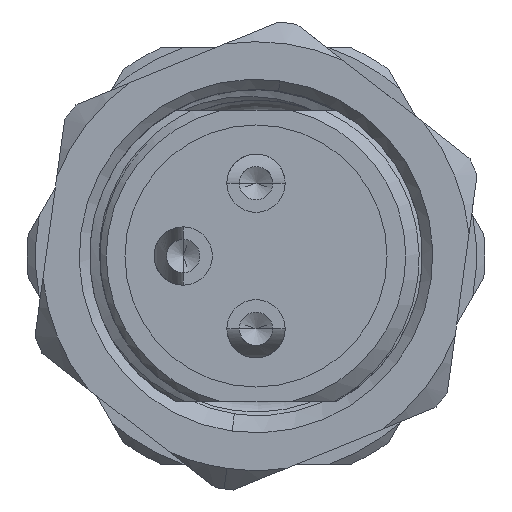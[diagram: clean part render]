
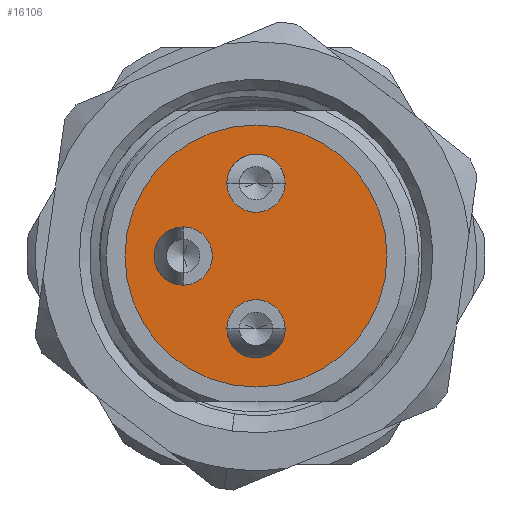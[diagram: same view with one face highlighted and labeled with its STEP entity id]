
A CAD part, left-side view. The second image highlights one B-rep face of the part: STEP entity #16106.
In plain terms, the highlighted planar face has unit normal (-1, 0, 0).
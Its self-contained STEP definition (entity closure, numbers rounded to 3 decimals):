
#164 = ORIENTED_EDGE ( 'NONE', *, *, #16464, .F. ) ;
#246 = DIRECTION ( 'NONE',  ( 0., 0., 1. ) ) ;
#1021 = AXIS2_PLACEMENT_3D ( 'NONE', #26540, #28571, #246 ) ;
#1686 = DIRECTION ( 'NONE',  ( -1., 0., 0. ) ) ;
#1779 = EDGE_CURVE ( 'NONE', #27901, #22195, #16841, .T. ) ;
#2095 = CIRCLE ( 'NONE', #7610, 0.7 ) ;
#2562 = VERTEX_POINT ( 'NONE', #21819 ) ;
#3638 = CARTESIAN_POINT ( 'NONE',  ( -11.3, 1.75, 0. ) ) ;
#4141 = AXIS2_PLACEMENT_3D ( 'NONE', #28197, #28834, #18807 ) ;
#5123 = CARTESIAN_POINT ( 'NONE',  ( -11.3, 0., 1.05 ) ) ;
#5329 = ORIENTED_EDGE ( 'NONE', *, *, #30076, .F. ) ;
#5529 = AXIS2_PLACEMENT_3D ( 'NONE', #3638, #11289, #30214 ) ;
#5622 = CARTESIAN_POINT ( 'NONE',  ( -11.3, 0., 1.75 ) ) ;
#6017 = FACE_BOUND ( 'NONE', #29266, .T. ) ;
#6071 = AXIS2_PLACEMENT_3D ( 'NONE', #29791, #10711, #20850 ) ;
#6606 = CIRCLE ( 'NONE', #8582, 0.7 ) ;
#6609 = ORIENTED_EDGE ( 'NONE', *, *, #21847, .T. ) ;
#6702 = VERTEX_POINT ( 'NONE', #8363 ) ;
#7519 = DIRECTION ( 'NONE',  ( -1., 0., 0. ) ) ;
#7610 = AXIS2_PLACEMENT_3D ( 'NONE', #15256, #24784, #8207 ) ;
#7629 = ORIENTED_EDGE ( 'NONE', *, *, #17052, .F. ) ;
#8207 = DIRECTION ( 'NONE',  ( 0., 0., 1. ) ) ;
#8363 = CARTESIAN_POINT ( 'NONE',  ( -11.3, 0., -1.05 ) ) ;
#8582 = AXIS2_PLACEMENT_3D ( 'NONE', #28960, #7519, #24246 ) ;
#10399 = FACE_BOUND ( 'NONE', #20193, .T. ) ;
#10711 = DIRECTION ( 'NONE',  ( -1., 0., 0. ) ) ;
#10712 = FACE_BOUND ( 'NONE', #24815, .T. ) ;
#10865 = ORIENTED_EDGE ( 'NONE', *, *, #29272, .F. ) ;
#11229 = DIRECTION ( 'NONE',  ( 0., 0., 1. ) ) ;
#11289 = DIRECTION ( 'NONE',  ( -1., 0., 0. ) ) ;
#12752 = DIRECTION ( 'NONE',  ( 0., 0., -1. ) ) ;
#13564 = CARTESIAN_POINT ( 'NONE',  ( -11.3, 0., 0. ) ) ;
#13616 = EDGE_CURVE ( 'NONE', #2562, #17637, #27974, .T. ) ;
#13626 = CIRCLE ( 'NONE', #4141, 3.15 ) ;
#14497 = AXIS2_PLACEMENT_3D ( 'NONE', #13564, #1686, #11229 ) ;
#14604 = AXIS2_PLACEMENT_3D ( 'NONE', #18049, #17442, #12752 ) ;
#15015 = VERTEX_POINT ( 'NONE', #21354 ) ;
#15098 = FACE_OUTER_BOUND ( 'NONE', #26013, .T. ) ;
#15256 = CARTESIAN_POINT ( 'NONE',  ( -11.3, 1.75, 0. ) ) ;
#15703 = PLANE ( 'NONE',  #14604 ) ;
#16106 = ADVANCED_FACE ( 'NONE', ( #10712, #10399, #6017, #15098 ), #15703, .F. ) ;
#16308 = ORIENTED_EDGE ( 'NONE', *, *, #1779, .F. ) ;
#16464 = EDGE_CURVE ( 'NONE', #21656, #16633, #2095, .T. ) ;
#16633 = VERTEX_POINT ( 'NONE', #18205 ) ;
#16841 = CIRCLE ( 'NONE', #29352, 0.7 ) ;
#17052 = EDGE_CURVE ( 'NONE', #22195, #27901, #6606, .T. ) ;
#17442 = DIRECTION ( 'NONE',  ( 1., 0., 0. ) ) ;
#17637 = VERTEX_POINT ( 'NONE', #23590 ) ;
#17956 = DIRECTION ( 'NONE',  ( 0., 0., 1. ) ) ;
#18049 = CARTESIAN_POINT ( 'NONE',  ( -11.3, 3.15, 0. ) ) ;
#18205 = CARTESIAN_POINT ( 'NONE',  ( -11.3, 1.75, -0.7 ) ) ;
#18807 = DIRECTION ( 'NONE',  ( 0., 0., 1. ) ) ;
#19601 = ORIENTED_EDGE ( 'NONE', *, *, #26804, .F. ) ;
#20067 = CIRCLE ( 'NONE', #6071, 0.7 ) ;
#20193 = EDGE_LOOP ( 'NONE', ( #10865, #19601 ) ) ;
#20301 = DIRECTION ( 'NONE',  ( -1., 0., 0. ) ) ;
#20495 = CIRCLE ( 'NONE', #1021, 0.7 ) ;
#20850 = DIRECTION ( 'NONE',  ( 0., 0., 1. ) ) ;
#21354 = CARTESIAN_POINT ( 'NONE',  ( -11.3, 0., -2.45 ) ) ;
#21656 = VERTEX_POINT ( 'NONE', #23184 ) ;
#21819 = CARTESIAN_POINT ( 'NONE',  ( -11.3, 0., -3.15 ) ) ;
#21847 = EDGE_CURVE ( 'NONE', #17637, #2562, #13626, .T. ) ;
#22195 = VERTEX_POINT ( 'NONE', #26049 ) ;
#23184 = CARTESIAN_POINT ( 'NONE',  ( -11.3, 1.75, 0.7 ) ) ;
#23590 = CARTESIAN_POINT ( 'NONE',  ( -11.3, 0., 3.15 ) ) ;
#24246 = DIRECTION ( 'NONE',  ( 0., 0., 1. ) ) ;
#24784 = DIRECTION ( 'NONE',  ( -1., 0., 0. ) ) ;
#24815 = EDGE_LOOP ( 'NONE', ( #7629, #16308 ) ) ;
#25492 = CIRCLE ( 'NONE', #5529, 0.7 ) ;
#25881 = ORIENTED_EDGE ( 'NONE', *, *, #13616, .T. ) ;
#26013 = EDGE_LOOP ( 'NONE', ( #6609, #25881 ) ) ;
#26049 = CARTESIAN_POINT ( 'NONE',  ( -11.3, 0., 2.45 ) ) ;
#26540 = CARTESIAN_POINT ( 'NONE',  ( -11.3, 0., -1.75 ) ) ;
#26804 = EDGE_CURVE ( 'NONE', #15015, #6702, #20067, .T. ) ;
#27901 = VERTEX_POINT ( 'NONE', #5123 ) ;
#27974 = CIRCLE ( 'NONE', #14497, 3.15 ) ;
#28197 = CARTESIAN_POINT ( 'NONE',  ( -11.3, 0., 0. ) ) ;
#28571 = DIRECTION ( 'NONE',  ( -1., 0., 0. ) ) ;
#28834 = DIRECTION ( 'NONE',  ( -1., 0., 0. ) ) ;
#28960 = CARTESIAN_POINT ( 'NONE',  ( -11.3, 0., 1.75 ) ) ;
#29266 = EDGE_LOOP ( 'NONE', ( #164, #5329 ) ) ;
#29272 = EDGE_CURVE ( 'NONE', #6702, #15015, #20495, .T. ) ;
#29352 = AXIS2_PLACEMENT_3D ( 'NONE', #5622, #20301, #17956 ) ;
#29791 = CARTESIAN_POINT ( 'NONE',  ( -11.3, 0., -1.75 ) ) ;
#30076 = EDGE_CURVE ( 'NONE', #16633, #21656, #25492, .T. ) ;
#30214 = DIRECTION ( 'NONE',  ( 0., 0., 1. ) ) ;
